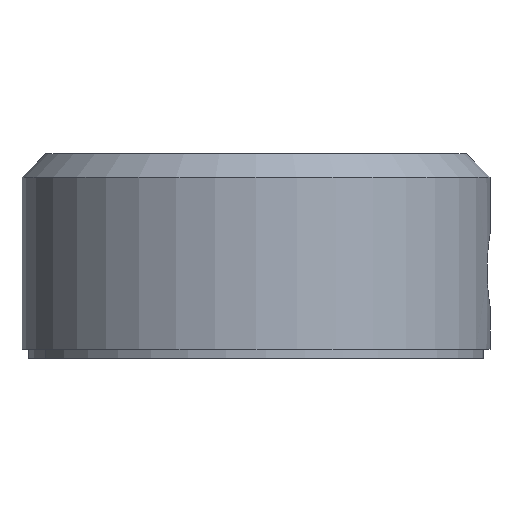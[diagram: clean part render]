
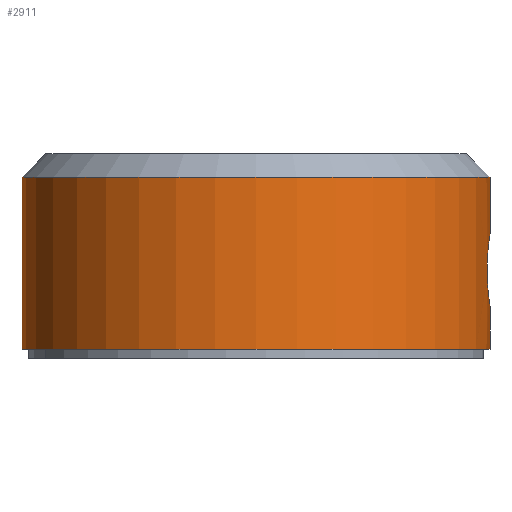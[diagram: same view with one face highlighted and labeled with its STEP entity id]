
A CAD part, front view. The second image highlights one B-rep face of the part: STEP entity #2911.
In plain terms, the highlighted cylindrical face has radius 25.146 mm (diameter 50.292 mm), a partial arc.
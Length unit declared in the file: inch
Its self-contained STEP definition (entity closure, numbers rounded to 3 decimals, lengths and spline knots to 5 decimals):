
#23 = CARTESIAN_POINT ( 'NONE',  ( 0.99, 0., 0.197 ) ) ;
#43 = CARTESIAN_POINT ( 'NONE',  ( 0.97795, -0.15401, 0.31478 ) ) ;
#47 = VERTEX_POINT ( 'NONE', #2224 ) ;
#220 = ORIENTED_EDGE ( 'NONE', *, *, #1519, .T. ) ;
#271 = CARTESIAN_POINT ( 'NONE',  ( 0.98311, -0.1168, 0.23261 ) ) ;
#300 = CARTESIAN_POINT ( 'NONE',  ( 0.97779, -0.15499, 0.34534 ) ) ;
#373 = FACE_OUTER_BOUND ( 'NONE', #907, .T. ) ;
#474 = CARTESIAN_POINT ( 'NONE',  ( 0.98877, -0.0502, 0.18801 ) ) ;
#489 = CARTESIAN_POINT ( 'NONE',  ( 0.99, 0., 0.49 ) ) ;
#516 = CARTESIAN_POINT ( 'NONE',  ( 0.98017, -0.13923, 0.40388 ) ) ;
#532 = CARTESIAN_POINT ( 'NONE',  ( 0.99, -0.01012, 0.49 ) ) ;
#533 = B_SPLINE_CURVE_WITH_KNOTS ( 'NONE', 3,
 ( #489, #532, #1211, #2766, #1381, #2073, #748, #1661, #692, #2555, #1876, #2321, #516, #1447, #735, #2541, #300, #709, #43, #2120, #2500, #2354, #2310, #1196, #271, #1886, #2335, #1605, #939, #474, #1857, #966, #2750, #2296 ),
 .UNSPECIFIED., .F., .F.,
 ( 4, 2, 2, 2, 2, 2, 2, 2, 2, 2, 2, 2, 2, 2, 2, 2, 4 ),
 ( 0.01233, 0.0131, 0.01387, 0.01464, 0.01541, 0.01618, 0.01695, 0.01772, 0.01849, 0.01926, 0.02003, 0.0208, 0.02157, 0.02234, 0.02311, 0.02388, 0.02465 ),
 .UNSPECIFIED. ) ;
#553 = CARTESIAN_POINT ( 'NONE',  ( 0.99, 0., 0. ) ) ;
#648 = LINE ( 'NONE', #660, #2009 ) ;
#660 = CARTESIAN_POINT ( 'NONE',  ( -0.99, 0., 0.197 ) ) ;
#665 = AXIS2_PLACEMENT_3D ( 'NONE', #1154, #1414, #1178 ) ;
#692 = CARTESIAN_POINT ( 'NONE',  ( 0.98472, -0.10238, 0.45181 ) ) ;
#709 = CARTESIAN_POINT ( 'NONE',  ( 0.97779, -0.15501, 0.32486 ) ) ;
#735 = CARTESIAN_POINT ( 'NONE',  ( 0.97857, -0.15002, 0.37527 ) ) ;
#748 = CARTESIAN_POINT ( 'NONE',  ( 0.98698, -0.07768, 0.46951 ) ) ;
#854 = CIRCLE ( 'NONE', #2106, 0.99 ) ;
#887 = CARTESIAN_POINT ( 'NONE',  ( 0., 0., 0. ) ) ;
#907 = EDGE_LOOP ( 'NONE', ( #2581, #1743, #220, #2124, #2490, #1677 ) ) ;
#939 = CARTESIAN_POINT ( 'NONE',  ( 0.98765, -0.06884, 0.19576 ) ) ;
#952 = CARTESIAN_POINT ( 'NONE',  ( -0.99, 0., 0.727 ) ) ;
#966 = CARTESIAN_POINT ( 'NONE',  ( 0.98984, -0.02039, 0.18101 ) ) ;
#1072 = LINE ( 'NONE', #1751, #1570 ) ;
#1093 = DIRECTION ( 'NONE',  ( 0., 0., 1. ) ) ;
#1120 = CARTESIAN_POINT ( 'NONE',  ( -0.99, 0., 0. ) ) ;
#1154 = CARTESIAN_POINT ( 'NONE',  ( 0., 0., 0.727 ) ) ;
#1178 = DIRECTION ( 'NONE',  ( -1., 0., 0. ) ) ;
#1196 = CARTESIAN_POINT ( 'NONE',  ( 0.9823, -0.12333, 0.24057 ) ) ;
#1211 = CARTESIAN_POINT ( 'NONE',  ( 0.98984, -0.02019, 0.48902 ) ) ;
#1273 = EDGE_CURVE ( 'NONE', #1500, #47, #1616, .T. ) ;
#1373 = DIRECTION ( 'NONE',  ( 0., 0., 1. ) ) ;
#1381 = CARTESIAN_POINT ( 'NONE',  ( 0.98878, -0.04999, 0.48206 ) ) ;
#1388 = CARTESIAN_POINT ( 'NONE',  ( 0.99, 0., 0.18 ) ) ;
#1414 = DIRECTION ( 'NONE',  ( 0., 0., -1. ) ) ;
#1447 = CARTESIAN_POINT ( 'NONE',  ( 0.97903, -0.14703, 0.3851 ) ) ;
#1500 = VERTEX_POINT ( 'NONE', #2418 ) ;
#1515 = CYLINDRICAL_SURFACE ( 'NONE', #2135, 0.99 ) ;
#1519 = EDGE_CURVE ( 'NONE', #2880, #2651, #1072, .T. ) ;
#1556 = DIRECTION ( 'NONE',  ( 0., 0., 1. ) ) ;
#1570 = VECTOR ( 'NONE', #2888, 39.37008 ) ;
#1605 = CARTESIAN_POINT ( 'NONE',  ( 0.98697, -0.07781, 0.20056 ) ) ;
#1610 = DIRECTION ( 'NONE',  ( 0., 0., 1. ) ) ;
#1616 = LINE ( 'NONE', #23, #2687 ) ;
#1661 = CARTESIAN_POINT ( 'NONE',  ( 0.98551, -0.09459, 0.45821 ) ) ;
#1677 = ORIENTED_EDGE ( 'NONE', *, *, #2264, .T. ) ;
#1743 = ORIENTED_EDGE ( 'NONE', *, *, #1935, .T. ) ;
#1751 = CARTESIAN_POINT ( 'NONE',  ( 0.99, 0., 0.197 ) ) ;
#1857 = CARTESIAN_POINT ( 'NONE',  ( 0.98923, -0.04041, 0.18501 ) ) ;
#1876 = CARTESIAN_POINT ( 'NONE',  ( 0.98232, -0.12322, 0.42957 ) ) ;
#1886 = CARTESIAN_POINT ( 'NONE',  ( 0.9847, -0.10255, 0.21833 ) ) ;
#1935 = EDGE_CURVE ( 'NONE', #1974, #2880, #854, .T. ) ;
#1967 = EDGE_CURVE ( 'NONE', #1974, #2534, #648, .T. ) ;
#1974 = VERTEX_POINT ( 'NONE', #1120 ) ;
#1994 = DIRECTION ( 'NONE',  ( 1., 0., 0. ) ) ;
#2009 = VECTOR ( 'NONE', #1610, 39.37008 ) ;
#2020 = DIRECTION ( 'NONE',  ( 1., 0., 0. ) ) ;
#2073 = CARTESIAN_POINT ( 'NONE',  ( 0.98766, -0.06865, 0.47434 ) ) ;
#2106 = AXIS2_PLACEMENT_3D ( 'NONE', #887, #1093, #2020 ) ;
#2120 = CARTESIAN_POINT ( 'NONE',  ( 0.97856, -0.15007, 0.29494 ) ) ;
#2124 = ORIENTED_EDGE ( 'NONE', *, *, #2223, .F. ) ;
#2135 = AXIS2_PLACEMENT_3D ( 'NONE', #2460, #1556, #1994 ) ;
#2159 = CIRCLE ( 'NONE', #665, 0.99 ) ;
#2223 = EDGE_CURVE ( 'NONE', #1500, #2651, #533, .T. ) ;
#2224 = CARTESIAN_POINT ( 'NONE',  ( 0.99, 0., 0.727 ) ) ;
#2264 = EDGE_CURVE ( 'NONE', #47, #2534, #2159, .T. ) ;
#2296 = CARTESIAN_POINT ( 'NONE',  ( 0.99, 0., 0.18 ) ) ;
#2310 = CARTESIAN_POINT ( 'NONE',  ( 0.98083, -0.13457, 0.25742 ) ) ;
#2321 = CARTESIAN_POINT ( 'NONE',  ( 0.98084, -0.13446, 0.41277 ) ) ;
#2335 = CARTESIAN_POINT ( 'NONE',  ( 0.98549, -0.09476, 0.21191 ) ) ;
#2354 = CARTESIAN_POINT ( 'NONE',  ( 0.98015, -0.13933, 0.26632 ) ) ;
#2418 = CARTESIAN_POINT ( 'NONE',  ( 0.99, 0., 0.49 ) ) ;
#2460 = CARTESIAN_POINT ( 'NONE',  ( 0., 0., 0.197 ) ) ;
#2490 = ORIENTED_EDGE ( 'NONE', *, *, #1273, .T. ) ;
#2500 = CARTESIAN_POINT ( 'NONE',  ( 0.97902, -0.14709, 0.28507 ) ) ;
#2534 = VERTEX_POINT ( 'NONE', #952 ) ;
#2541 = CARTESIAN_POINT ( 'NONE',  ( 0.97795, -0.15398, 0.35545 ) ) ;
#2555 = CARTESIAN_POINT ( 'NONE',  ( 0.98313, -0.11668, 0.43753 ) ) ;
#2581 = ORIENTED_EDGE ( 'NONE', *, *, #1967, .F. ) ;
#2651 = VERTEX_POINT ( 'NONE', #1388 ) ;
#2687 = VECTOR ( 'NONE', #1373, 39.37008 ) ;
#2750 = CARTESIAN_POINT ( 'NONE',  ( 0.99, -0.01026, 0.18 ) ) ;
#2766 = CARTESIAN_POINT ( 'NONE',  ( 0.98923, -0.04023, 0.48504 ) ) ;
#2880 = VERTEX_POINT ( 'NONE', #553 ) ;
#2888 = DIRECTION ( 'NONE',  ( 0., 0., 1. ) ) ;
#2911 = ADVANCED_FACE ( 'NONE', ( #373 ), #1515, .T. ) ;
